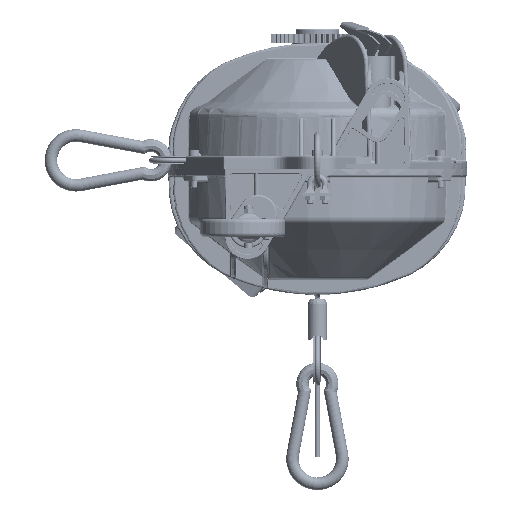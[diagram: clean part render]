
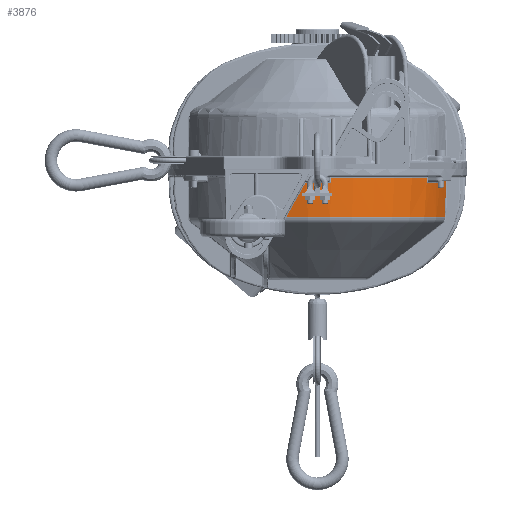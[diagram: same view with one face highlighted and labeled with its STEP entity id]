
A CAD part, left-side view. The second image highlights one B-rep face of the part: STEP entity #3876.
In plain terms, the highlighted conical face has half-angle 1 degrees and reference radius 108 mm.
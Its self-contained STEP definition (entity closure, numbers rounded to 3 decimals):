
#3876 = ADVANCED_FACE( '', ( #10104 ), #10105, .T. );
#10104 = FACE_OUTER_BOUND( '', #30169, .T. );
#10105 = CONICAL_SURFACE( '', #30170, 108., 0.017 );
#30169 = EDGE_LOOP( '', ( #57865, #57866, #57867, #57868, #57869, #57870, #57871, #57872, #57873, #57874, #57875 ) );
#30170 = AXIS2_PLACEMENT_3D( '', #57876, #57877, #57878 );
#57865 = ORIENTED_EDGE( '', *, *, #72440, .T. );
#57866 = ORIENTED_EDGE( '', *, *, #72441, .T. );
#57867 = ORIENTED_EDGE( '', *, *, #72442, .T. );
#57868 = ORIENTED_EDGE( '', *, *, #72443, .T. );
#57869 = ORIENTED_EDGE( '', *, *, #72444, .T. );
#57870 = ORIENTED_EDGE( '', *, *, #72432, .T. );
#57871 = ORIENTED_EDGE( '', *, *, #72430, .T. );
#57872 = ORIENTED_EDGE( '', *, *, #72435, .T. );
#57873 = ORIENTED_EDGE( '', *, *, #72437, .T. );
#57874 = ORIENTED_EDGE( '', *, *, #72445, .T. );
#57875 = ORIENTED_EDGE( '', *, *, #72446, .T. );
#57876 = CARTESIAN_POINT( '', ( 0., 0., 6. ) );
#57877 = DIRECTION( '', ( 0., 0., -1. ) );
#57878 = DIRECTION( '', ( 1., 0., 0. ) );
#72430 = EDGE_CURVE( '', #84729, #84740, #84742, .F. );
#72432 = EDGE_CURVE( '', #84744, #84729, #84745, .T. );
#72435 = EDGE_CURVE( '', #84740, #84747, #84749, .T. );
#72437 = EDGE_CURVE( '', #84747, #84751, #84752, .F. );
#72440 = EDGE_CURVE( '', #84755, #84227, #84756, .T. );
#72441 = EDGE_CURVE( '', #84227, #84757, #84758, .F. );
#72442 = EDGE_CURVE( '', #84757, #84759, #84760, .T. );
#72443 = EDGE_CURVE( '', #84759, #84761, #84762, .T. );
#72444 = EDGE_CURVE( '', #84761, #84744, #84763, .F. );
#72445 = EDGE_CURVE( '', #84751, #84764, #84765, .T. );
#72446 = EDGE_CURVE( '', #84764, #84755, #84766, .F. );
#84227 = VERTEX_POINT( '', #116412 );
#84729 = VERTEX_POINT( '', #120606 );
#84740 = VERTEX_POINT( '', #120726 );
#84742 = CIRCLE( '', #120775, 107.913 );
#84744 = VERTEX_POINT( '', #120777 );
#84745 = B_SPLINE_CURVE_WITH_KNOTS( '', 3, ( #120778, #120779, #120780, #120781, #120782, #120783, #120784 ), .UNSPECIFIED., .F., .F., ( 4, 3, 4 ), ( 0., 0.002, 0.004 ), .UNSPECIFIED. );
#84747 = VERTEX_POINT( '', #120786 );
#84749 = B_SPLINE_CURVE_WITH_KNOTS( '', 3, ( #120788, #120789, #120790, #120791, #120792, #120793, #120794 ), .UNSPECIFIED., .F., .F., ( 4, 3, 4 ), ( 0., 0.002, 0.004 ), .UNSPECIFIED. );
#84751 = VERTEX_POINT( '', #120843 );
#84752 = CIRCLE( '', #120844, 107.983 );
#84755 = VERTEX_POINT( '', #120847 );
#84756 = B_SPLINE_CURVE_WITH_KNOTS( '', 3, ( #120848, #120849, #120850, #120851, #120852, #120853, #120854, #120855, #120856, #120857, #120858, #120859, #120860, #120861 ), .UNSPECIFIED., .F., .F., ( 4, 2, 2, 2, 1, 2, 1, 4 ), ( 0., 0.004, 0.008, 0.01, 0.012, 0.016, 0.024, 0.032 ), .UNSPECIFIED. );
#84757 = VERTEX_POINT( '', #120862 );
#84758 = CIRCLE( '', #120863, 107.428 );
#84759 = VERTEX_POINT( '', #120864 );
#84760 = B_SPLINE_CURVE_WITH_KNOTS( '', 3, ( #120865, #120866, #120867, #120868, #120869 ), .UNSPECIFIED., .F., .F., ( 4, 1, 4 ), ( 0., 0., 0.001 ), .UNSPECIFIED. );
#84761 = VERTEX_POINT( '', #120870 );
#84762 = B_SPLINE_CURVE_WITH_KNOTS( '', 3, ( #120871, #120872, #120873, #120874 ), .UNSPECIFIED., .F., .F., ( 4, 4 ), ( 0.003, 0.035 ), .UNSPECIFIED. );
#84763 = CIRCLE( '', #120875, 107.983 );
#84764 = VERTEX_POINT( '', #120876 );
#84765 = B_SPLINE_CURVE_WITH_KNOTS( '', 3, ( #120877, #120878, #120879, #120880, #120881, #120882, #120883 ), .UNSPECIFIED., .F., .F., ( 4, 3, 4 ), ( 0., 0.002, 0.004 ), .UNSPECIFIED. );
#84766 = CIRCLE( '', #120884, 107.913 );
#116412 = CARTESIAN_POINT( '', ( -104.481, -24.99, 38.786 ) );
#120606 = CARTESIAN_POINT( '', ( -44.242, 98.427, 10.983 ) );
#120726 = CARTESIAN_POINT( '', ( -63.119, 87.528, 10.983 ) );
#120775 = AXIS2_PLACEMENT_3D( '', #143577, #143578, #143579 );
#120777 = CARTESIAN_POINT( '', ( -44.277, 98.488, 6.983 ) );
#120778 = CARTESIAN_POINT( '', ( -44.277, 98.488, 6.983 ) );
#120779 = CARTESIAN_POINT( '', ( -44.271, 98.478, 7.649 ) );
#120780 = CARTESIAN_POINT( '', ( -44.265, 98.468, 8.316 ) );
#120781 = CARTESIAN_POINT( '', ( -44.259, 98.457, 8.982 ) );
#120782 = CARTESIAN_POINT( '', ( -44.253, 98.447, 9.649 ) );
#120783 = CARTESIAN_POINT( '', ( -44.248, 98.437, 10.316 ) );
#120784 = CARTESIAN_POINT( '', ( -44.242, 98.427, 10.983 ) );
#120786 = CARTESIAN_POINT( '', ( -63.155, 87.589, 6.983 ) );
#120788 = CARTESIAN_POINT( '', ( -63.119, 87.528, 10.983 ) );
#120789 = CARTESIAN_POINT( '', ( -63.125, 87.538, 10.316 ) );
#120790 = CARTESIAN_POINT( '', ( -63.131, 87.548, 9.649 ) );
#120791 = CARTESIAN_POINT( '', ( -63.137, 87.558, 8.983 ) );
#120792 = CARTESIAN_POINT( '', ( -63.143, 87.569, 8.316 ) );
#120793 = CARTESIAN_POINT( '', ( -63.149, 87.579, 7.649 ) );
#120794 = CARTESIAN_POINT( '', ( -63.155, 87.589, 6.983 ) );
#120843 = CARTESIAN_POINT( '', ( -107.433, 10.882, 6.983 ) );
#120844 = AXIS2_PLACEMENT_3D( '', #143589, #143590, #143591 );
#120847 = CARTESIAN_POINT( '', ( -107.509, -9.332, 10.983 ) );
#120848 = CARTESIAN_POINT( '', ( -107.509, -9.332, 10.983 ) );
#120849 = CARTESIAN_POINT( '', ( -107.432, -9.986, 12.145 ) );
#120850 = CARTESIAN_POINT( '', ( -107.348, -10.641, 13.307 ) );
#120851 = CARTESIAN_POINT( '', ( -107.17, -11.949, 15.63 ) );
#120852 = CARTESIAN_POINT( '', ( -107.075, -12.603, 16.791 ) );
#120853 = CARTESIAN_POINT( '', ( -106.922, -13.584, 18.532 ) );
#120854 = CARTESIAN_POINT( '', ( -106.87, -13.911, 19.113 ) );
#120855 = CARTESIAN_POINT( '', ( -106.763, -14.564, 20.273 ) );
#120856 = CARTESIAN_POINT( '', ( -106.597, -15.544, 22.013 ) );
#120857 = CARTESIAN_POINT( '', ( -106.417, -16.523, 23.752 ) );
#120858 = CARTESIAN_POINT( '', ( -106.039, -18.481, 27.228 ) );
#120859 = CARTESIAN_POINT( '', ( -105.486, -21.089, 31.858 ) );
#120860 = CARTESIAN_POINT( '', ( -104.833, -23.691, 36.479 ) );
#120861 = CARTESIAN_POINT( '', ( -104.481, -24.99, 38.786 ) );
#120862 = CARTESIAN_POINT( '', ( -33.467, 102.082, 38.786 ) );
#120863 = AXIS2_PLACEMENT_3D( '', #143598, #143599, #143600 );
#120864 = CARTESIAN_POINT( '', ( -32.696, 102.33, 38.842 ) );
#120865 = CARTESIAN_POINT( '', ( -33.467, 102.082, 38.786 ) );
#120866 = CARTESIAN_POINT( '', ( -33.338, 102.124, 38.786 ) );
#120867 = CARTESIAN_POINT( '', ( -33.081, 102.208, 38.795 ) );
#120868 = CARTESIAN_POINT( '', ( -32.824, 102.29, 38.824 ) );
#120869 = CARTESIAN_POINT( '', ( -32.696, 102.33, 38.842 ) );
#120870 = CARTESIAN_POINT( '', ( -32.697, 102.913, 6.983 ) );
#120871 = CARTESIAN_POINT( '', ( -32.696, 102.33, 38.842 ) );
#120872 = CARTESIAN_POINT( '', ( -32.696, 102.525, 28.222 ) );
#120873 = CARTESIAN_POINT( '', ( -32.697, 102.719, 17.602 ) );
#120874 = CARTESIAN_POINT( '', ( -32.697, 102.913, 6.983 ) );
#120875 = AXIS2_PLACEMENT_3D( '', #143601, #143602, #143603 );
#120876 = CARTESIAN_POINT( '', ( -107.37, 10.813, 10.983 ) );
#120877 = CARTESIAN_POINT( '', ( -107.433, 10.882, 6.983 ) );
#120878 = CARTESIAN_POINT( '', ( -107.423, 10.87, 7.649 ) );
#120879 = CARTESIAN_POINT( '', ( -107.412, 10.859, 8.316 ) );
#120880 = CARTESIAN_POINT( '', ( -107.402, 10.847, 8.982 ) );
#120881 = CARTESIAN_POINT( '', ( -107.391, 10.836, 9.649 ) );
#120882 = CARTESIAN_POINT( '', ( -107.38, 10.824, 10.316 ) );
#120883 = CARTESIAN_POINT( '', ( -107.37, 10.813, 10.983 ) );
#120884 = AXIS2_PLACEMENT_3D( '', #143604, #143605, #143606 );
#143577 = CARTESIAN_POINT( '', ( 0., 0., 10.983 ) );
#143578 = DIRECTION( '', ( 0., 0., -1. ) );
#143579 = DIRECTION( '', ( -1., 0., 0. ) );
#143589 = CARTESIAN_POINT( '', ( 0., 0., 6.983 ) );
#143590 = DIRECTION( '', ( 0., 0., -1. ) );
#143591 = DIRECTION( '', ( -1., 0., 0. ) );
#143598 = CARTESIAN_POINT( '', ( 0., 0., 38.786 ) );
#143599 = DIRECTION( '', ( 0., 0., 1. ) );
#143600 = DIRECTION( '', ( 1., 0., 0. ) );
#143601 = CARTESIAN_POINT( '', ( 0., 0., 6.983 ) );
#143602 = DIRECTION( '', ( 0., 0., -1. ) );
#143603 = DIRECTION( '', ( -1., 0., 0. ) );
#143604 = CARTESIAN_POINT( '', ( 0., 0., 10.983 ) );
#143605 = DIRECTION( '', ( 0., 0., -1. ) );
#143606 = DIRECTION( '', ( -1., 0., 0. ) );
